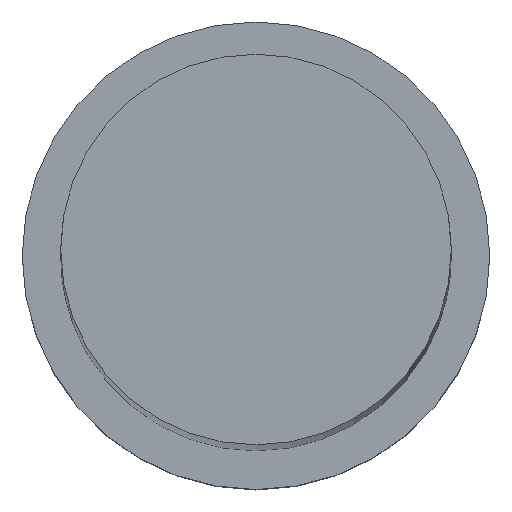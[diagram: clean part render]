
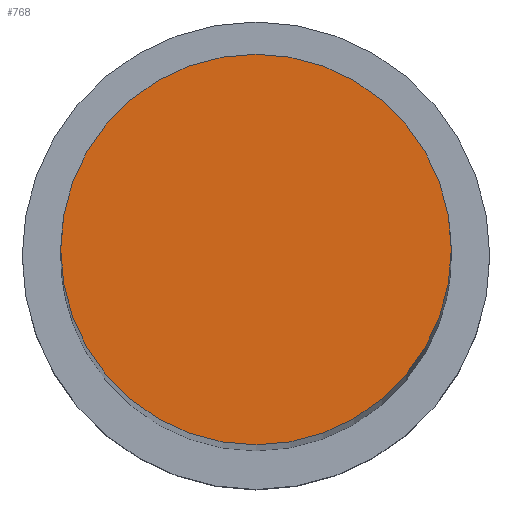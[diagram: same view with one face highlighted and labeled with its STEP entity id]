
A CAD part, top view. The second image highlights one B-rep face of the part: STEP entity #768.
In plain terms, the highlighted planar face has unit normal (0, 0, 1).
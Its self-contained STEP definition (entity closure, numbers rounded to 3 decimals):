
#37 = CARTESIAN_POINT ( 'NONE',  ( 0., 0., 0. ) ) ;
#39 = DIRECTION ( 'NONE',  ( 1., 0., 0. ) ) ;
#50 = ORIENTED_EDGE ( 'NONE', *, *, #343, .T. ) ;
#55 = AXIS2_PLACEMENT_3D ( 'NONE', #287, #396, #328 ) ;
#67 = CARTESIAN_POINT ( 'NONE',  ( 0., 0., 0. ) ) ;
#74 = DIRECTION ( 'NONE',  ( 1., 0., 0. ) ) ;
#107 = FACE_OUTER_BOUND ( 'NONE', #121, .T. ) ;
#121 = EDGE_LOOP ( 'NONE', ( #50, #366 ) ) ;
#170 = CIRCLE ( 'NONE', #618, 7.938 ) ;
#225 = DIRECTION ( 'NONE',  ( 0., 0., 1. ) ) ;
#287 = CARTESIAN_POINT ( 'NONE',  ( 0., 0., 0. ) ) ;
#328 = DIRECTION ( 'NONE',  ( -1., 0., 0. ) ) ;
#343 = EDGE_CURVE ( 'NONE', #623, #754, #170, .T. ) ;
#366 = ORIENTED_EDGE ( 'NONE', *, *, #697, .T. ) ;
#396 = DIRECTION ( 'NONE',  ( 0., 0., -1. ) ) ;
#423 = DIRECTION ( 'NONE',  ( 0., 0., 1. ) ) ;
#508 = CARTESIAN_POINT ( 'NONE',  ( -7.938, 0., 0. ) ) ;
#613 = CARTESIAN_POINT ( 'NONE',  ( 7.938, 0., 0. ) ) ;
#618 = AXIS2_PLACEMENT_3D ( 'NONE', #67, #423, #74 ) ;
#623 = VERTEX_POINT ( 'NONE', #613 ) ;
#641 = CIRCLE ( 'NONE', #743, 7.938 ) ;
#681 = PLANE ( 'NONE',  #55 ) ;
#697 = EDGE_CURVE ( 'NONE', #754, #623, #641, .T. ) ;
#743 = AXIS2_PLACEMENT_3D ( 'NONE', #37, #225, #39 ) ;
#754 = VERTEX_POINT ( 'NONE', #508 ) ;
#768 = ADVANCED_FACE ( 'NONE', ( #107 ), #681, .F. ) ;
